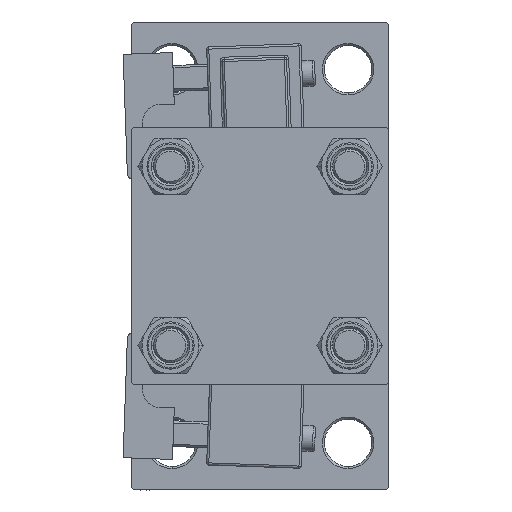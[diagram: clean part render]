
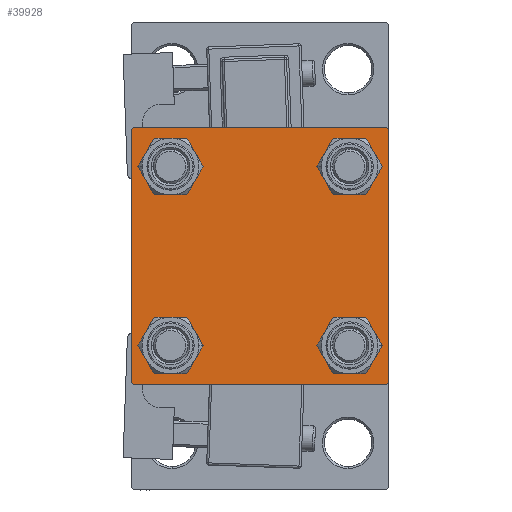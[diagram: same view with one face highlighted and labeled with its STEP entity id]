
A CAD part, left-side view. The second image highlights one B-rep face of the part: STEP entity #39928.
In plain terms, the highlighted planar face has unit normal (-1, 0, 0).
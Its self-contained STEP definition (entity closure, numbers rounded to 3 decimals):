
#321 = AXIS2_PLACEMENT_3D ( 'NONE', #31867, #27700, #20403 ) ;
#560 = EDGE_CURVE ( 'NONE', #13595, #21323, #707, .T. ) ;
#707 = CIRCLE ( 'NONE', #45540, 4.5 ) ;
#1729 = ORIENTED_EDGE ( 'NONE', *, *, #40831, .F. ) ;
#2344 = AXIS2_PLACEMENT_3D ( 'NONE', #15537, #47739, #43853 ) ;
#2428 = CARTESIAN_POINT ( 'NONE',  ( 0., -30., 29.5 ) ) ;
#2655 = AXIS2_PLACEMENT_3D ( 'NONE', #40866, #49397, #20858 ) ;
#2681 = FACE_BOUND ( 'NONE', #29850, .T. ) ;
#2800 = DIRECTION ( 'NONE',  ( 1., 0., 0. ) ) ;
#3025 = CARTESIAN_POINT ( 'NONE',  ( 0., -29.5, 30. ) ) ;
#3535 = ORIENTED_EDGE ( 'NONE', *, *, #5544, .T. ) ;
#3571 = EDGE_LOOP ( 'NONE', ( #47102, #9791 ) ) ;
#3795 = CARTESIAN_POINT ( 'NONE',  ( 0., 30., -30. ) ) ;
#4003 = DIRECTION ( 'NONE',  ( 1., 0., 0. ) ) ;
#4515 = CARTESIAN_POINT ( 'NONE',  ( 0., -20.85, -20.85 ) ) ;
#4785 = AXIS2_PLACEMENT_3D ( 'NONE', #8668, #32086, #16217 ) ;
#4917 = EDGE_LOOP ( 'NONE', ( #15824, #43971 ) ) ;
#5120 = CARTESIAN_POINT ( 'NONE',  ( 0., -20.85, 25.35 ) ) ;
#5186 = EDGE_LOOP ( 'NONE', ( #12500, #3535, #49974, #6441, #1729, #40304, #9502, #31003 ) ) ;
#5322 = DIRECTION ( 'NONE',  ( 0., 0., -1. ) ) ;
#5544 = EDGE_CURVE ( 'NONE', #30908, #41102, #18907, .T. ) ;
#6441 = ORIENTED_EDGE ( 'NONE', *, *, #50198, .T. ) ;
#6589 = FACE_BOUND ( 'NONE', #19393, .T. ) ;
#6876 = VECTOR ( 'NONE', #9818, 1000. ) ;
#6964 = CARTESIAN_POINT ( 'NONE',  ( 0., -20.85, 20.85 ) ) ;
#7457 = CARTESIAN_POINT ( 'NONE',  ( 0., 20.85, -16.35 ) ) ;
#7646 = CIRCLE ( 'NONE', #40028, 4.5 ) ;
#7787 = VECTOR ( 'NONE', #49586, 1000. ) ;
#8169 = DIRECTION ( 'NONE',  ( 0., 0., 1. ) ) ;
#8668 = CARTESIAN_POINT ( 'NONE',  ( 0., 0., 0. ) ) ;
#8763 = CIRCLE ( 'NONE', #15412, 4.5 ) ;
#8976 = CARTESIAN_POINT ( 'NONE',  ( 0., -20.85, -16.35 ) ) ;
#9502 = ORIENTED_EDGE ( 'NONE', *, *, #24774, .F. ) ;
#9791 = ORIENTED_EDGE ( 'NONE', *, *, #14467, .T. ) ;
#9818 = DIRECTION ( 'NONE',  ( 0., 0.707, -0.707 ) ) ;
#10106 = LINE ( 'NONE', #41062, #7787 ) ;
#10293 = CARTESIAN_POINT ( 'NONE',  ( 0., 29.5, 30. ) ) ;
#11056 = VECTOR ( 'NONE', #36049, 1000. ) ;
#11518 = VERTEX_POINT ( 'NONE', #33478 ) ;
#11716 = VERTEX_POINT ( 'NONE', #2428 ) ;
#12500 = ORIENTED_EDGE ( 'NONE', *, *, #18960, .T. ) ;
#12582 = LINE ( 'NONE', #44280, #48589 ) ;
#12823 = VECTOR ( 'NONE', #19109, 1000. ) ;
#13349 = DIRECTION ( 'NONE',  ( 0., 0.707, 0.707 ) ) ;
#13447 = VERTEX_POINT ( 'NONE', #7457 ) ;
#13595 = VERTEX_POINT ( 'NONE', #16813 ) ;
#13992 = LINE ( 'NONE', #37892, #22265 ) ;
#14124 = EDGE_CURVE ( 'NONE', #13447, #11518, #7646, .T. ) ;
#14209 = EDGE_CURVE ( 'NONE', #21323, #13595, #39208, .T. ) ;
#14467 = EDGE_CURVE ( 'NONE', #18797, #18505, #19264, .T. ) ;
#14661 = FACE_OUTER_BOUND ( 'NONE', #5186, .T. ) ;
#14755 = DIRECTION ( 'NONE',  ( 1., 0., 0. ) ) ;
#15412 = AXIS2_PLACEMENT_3D ( 'NONE', #26977, #14755, #46958 ) ;
#15537 = CARTESIAN_POINT ( 'NONE',  ( 0., 20.85, 20.85 ) ) ;
#15824 = ORIENTED_EDGE ( 'NONE', *, *, #14124, .T. ) ;
#16141 = VERTEX_POINT ( 'NONE', #10293 ) ;
#16217 = DIRECTION ( 'NONE',  ( 0., 0., 1. ) ) ;
#16520 = ORIENTED_EDGE ( 'NONE', *, *, #19837, .T. ) ;
#16813 = CARTESIAN_POINT ( 'NONE',  ( 0., -20.85, -25.35 ) ) ;
#17195 = EDGE_CURVE ( 'NONE', #41102, #22004, #24605, .T. ) ;
#17315 = DIRECTION ( 'NONE',  ( 0., 0., 1. ) ) ;
#18505 = VERTEX_POINT ( 'NONE', #50996 ) ;
#18565 = FACE_BOUND ( 'NONE', #3571, .T. ) ;
#18655 = DIRECTION ( 'NONE',  ( 0., -0.707, 0.707 ) ) ;
#18797 = VERTEX_POINT ( 'NONE', #34779 ) ;
#18907 = LINE ( 'NONE', #27754, #43953 ) ;
#18960 = EDGE_CURVE ( 'NONE', #21639, #30908, #46643, .T. ) ;
#19109 = DIRECTION ( 'NONE',  ( 0., 0., -1. ) ) ;
#19264 = CIRCLE ( 'NONE', #2655, 4.5 ) ;
#19393 = EDGE_LOOP ( 'NONE', ( #38904, #31441 ) ) ;
#19682 = DIRECTION ( 'NONE',  ( 0., -0.707, -0.707 ) ) ;
#19837 = EDGE_CURVE ( 'NONE', #21062, #23091, #36092, .T. ) ;
#20403 = DIRECTION ( 'NONE',  ( 0., 0., 1. ) ) ;
#20858 = DIRECTION ( 'NONE',  ( 0., 0., 1. ) ) ;
#21062 = VERTEX_POINT ( 'NONE', #5120 ) ;
#21323 = VERTEX_POINT ( 'NONE', #8976 ) ;
#21639 = VERTEX_POINT ( 'NONE', #28702 ) ;
#21786 = CARTESIAN_POINT ( 'NONE',  ( 0., 29.75, 29.75 ) ) ;
#22004 = VERTEX_POINT ( 'NONE', #43699 ) ;
#22265 = VECTOR ( 'NONE', #18655, 1000. ) ;
#22475 = FACE_BOUND ( 'NONE', #4917, .T. ) ;
#22689 = EDGE_CURVE ( 'NONE', #11518, #13447, #8763, .T. ) ;
#23091 = VERTEX_POINT ( 'NONE', #42701 ) ;
#24492 = CARTESIAN_POINT ( 'NONE',  ( 0., 29.5, -30. ) ) ;
#24528 = CARTESIAN_POINT ( 'NONE',  ( 0., -20.85, -20.85 ) ) ;
#24605 = LINE ( 'NONE', #3795, #11056 ) ;
#24774 = EDGE_CURVE ( 'NONE', #16141, #42530, #10106, .T. ) ;
#24793 = VECTOR ( 'NONE', #5322, 1000. ) ;
#25861 = CARTESIAN_POINT ( 'NONE',  ( 0., 30., -29.5 ) ) ;
#25917 = EDGE_CURVE ( 'NONE', #16141, #21639, #37386, .T. ) ;
#26082 = CARTESIAN_POINT ( 'NONE',  ( 0., -30., -29.5 ) ) ;
#26977 = CARTESIAN_POINT ( 'NONE',  ( 0., 20.85, -20.85 ) ) ;
#27700 = DIRECTION ( 'NONE',  ( 1., 0., 0. ) ) ;
#27754 = CARTESIAN_POINT ( 'NONE',  ( 0., 29.75, -29.75 ) ) ;
#28523 = EDGE_CURVE ( 'NONE', #23091, #21062, #46795, .T. ) ;
#28702 = CARTESIAN_POINT ( 'NONE',  ( 0., 30., 29.5 ) ) ;
#28764 = LINE ( 'NONE', #48988, #24793 ) ;
#29850 = EDGE_LOOP ( 'NONE', ( #16520, #43483 ) ) ;
#30400 = DIRECTION ( 'NONE',  ( 0., 0., 1. ) ) ;
#30908 = VERTEX_POINT ( 'NONE', #25861 ) ;
#31003 = ORIENTED_EDGE ( 'NONE', *, *, #25917, .T. ) ;
#31441 = ORIENTED_EDGE ( 'NONE', *, *, #560, .T. ) ;
#31468 = EDGE_CURVE ( 'NONE', #11716, #42530, #12582, .T. ) ;
#31571 = PLANE ( 'NONE',  #4785 ) ;
#31867 = CARTESIAN_POINT ( 'NONE',  ( 0., -20.85, 20.85 ) ) ;
#32086 = DIRECTION ( 'NONE',  ( -1., 0., 0. ) ) ;
#33478 = CARTESIAN_POINT ( 'NONE',  ( 0., 20.85, -25.35 ) ) ;
#34779 = CARTESIAN_POINT ( 'NONE',  ( 0., 20.85, 16.35 ) ) ;
#36049 = DIRECTION ( 'NONE',  ( 0., -1., 0. ) ) ;
#36092 = CIRCLE ( 'NONE', #42667, 4.5 ) ;
#37386 = LINE ( 'NONE', #21786, #6876 ) ;
#37639 = AXIS2_PLACEMENT_3D ( 'NONE', #4515, #4003, #8169 ) ;
#37672 = DIRECTION ( 'NONE',  ( 0., 0., 1. ) ) ;
#37892 = CARTESIAN_POINT ( 'NONE',  ( 0., -29.75, -29.75 ) ) ;
#38904 = ORIENTED_EDGE ( 'NONE', *, *, #14209, .T. ) ;
#39140 = CARTESIAN_POINT ( 'NONE',  ( 0., 30., 30. ) ) ;
#39208 = CIRCLE ( 'NONE', #37639, 4.5 ) ;
#39928 = ADVANCED_FACE ( 'NONE', ( #2681, #6589, #22475, #18565, #14661 ), #31571, .T. ) ;
#40028 = AXIS2_PLACEMENT_3D ( 'NONE', #49505, #45623, #17315 ) ;
#40304 = ORIENTED_EDGE ( 'NONE', *, *, #31468, .T. ) ;
#40831 = EDGE_CURVE ( 'NONE', #11716, #44005, #28764, .T. ) ;
#40866 = CARTESIAN_POINT ( 'NONE',  ( 0., 20.85, 20.85 ) ) ;
#41062 = CARTESIAN_POINT ( 'NONE',  ( 0., 30., 30. ) ) ;
#41064 = DIRECTION ( 'NONE',  ( 1., 0., 0. ) ) ;
#41102 = VERTEX_POINT ( 'NONE', #24492 ) ;
#42530 = VERTEX_POINT ( 'NONE', #3025 ) ;
#42667 = AXIS2_PLACEMENT_3D ( 'NONE', #6964, #2800, #30400 ) ;
#42701 = CARTESIAN_POINT ( 'NONE',  ( 0., -20.85, 16.35 ) ) ;
#43483 = ORIENTED_EDGE ( 'NONE', *, *, #28523, .T. ) ;
#43699 = CARTESIAN_POINT ( 'NONE',  ( 0., -29.5, -30. ) ) ;
#43853 = DIRECTION ( 'NONE',  ( 0., 0., 1. ) ) ;
#43953 = VECTOR ( 'NONE', #19682, 1000. ) ;
#43971 = ORIENTED_EDGE ( 'NONE', *, *, #22689, .T. ) ;
#44005 = VERTEX_POINT ( 'NONE', #26082 ) ;
#44280 = CARTESIAN_POINT ( 'NONE',  ( 0., -29.75, 29.75 ) ) ;
#45540 = AXIS2_PLACEMENT_3D ( 'NONE', #24528, #41064, #37672 ) ;
#45623 = DIRECTION ( 'NONE',  ( 1., 0., 0. ) ) ;
#46643 = LINE ( 'NONE', #39140, #12823 ) ;
#46795 = CIRCLE ( 'NONE', #321, 4.5 ) ;
#46958 = DIRECTION ( 'NONE',  ( 0., 0., 1. ) ) ;
#47102 = ORIENTED_EDGE ( 'NONE', *, *, #51134, .T. ) ;
#47168 = CIRCLE ( 'NONE', #2344, 4.5 ) ;
#47739 = DIRECTION ( 'NONE',  ( 1., 0., 0. ) ) ;
#48589 = VECTOR ( 'NONE', #13349, 1000. ) ;
#48988 = CARTESIAN_POINT ( 'NONE',  ( 0., -30., 30. ) ) ;
#49397 = DIRECTION ( 'NONE',  ( 1., 0., 0. ) ) ;
#49505 = CARTESIAN_POINT ( 'NONE',  ( 0., 20.85, -20.85 ) ) ;
#49586 = DIRECTION ( 'NONE',  ( 0., -1., 0. ) ) ;
#49974 = ORIENTED_EDGE ( 'NONE', *, *, #17195, .T. ) ;
#50198 = EDGE_CURVE ( 'NONE', #22004, #44005, #13992, .T. ) ;
#50996 = CARTESIAN_POINT ( 'NONE',  ( 0., 20.85, 25.35 ) ) ;
#51134 = EDGE_CURVE ( 'NONE', #18505, #18797, #47168, .T. ) ;
